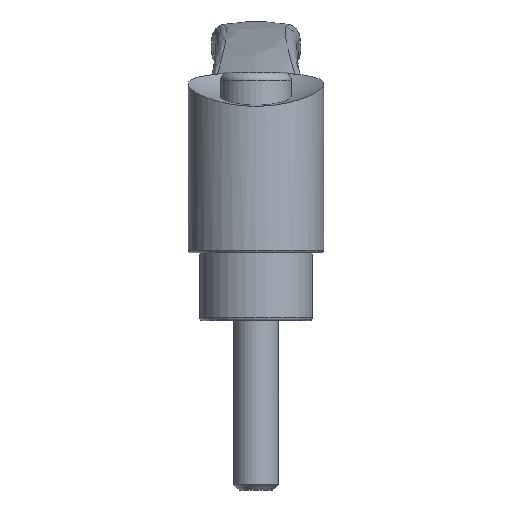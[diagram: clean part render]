
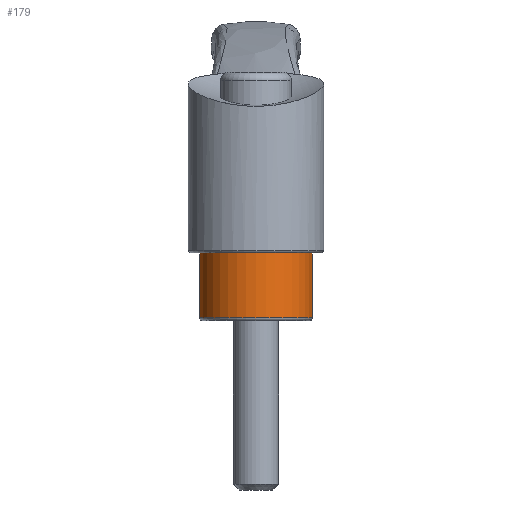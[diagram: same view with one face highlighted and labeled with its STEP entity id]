
A CAD part, left-side view. The second image highlights one B-rep face of the part: STEP entity #179.
In plain terms, the highlighted cylindrical face has radius 10 mm (diameter 20 mm), a full revolution.
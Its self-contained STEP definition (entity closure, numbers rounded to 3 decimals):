
#179 = ADVANCED_FACE( '', ( #372, #373 ), #374, .T. );
#372 = FACE_OUTER_BOUND( '', #3437, .T. );
#373 = FACE_OUTER_BOUND( '', #3438, .T. );
#374 = CYLINDRICAL_SURFACE( '', #3439, 10. );
#3437 = EDGE_LOOP( '', ( #4120 ) );
#3438 = EDGE_LOOP( '', ( #4121 ) );
#3439 = AXIS2_PLACEMENT_3D( '', #4122, #4123, #4124 );
#4120 = ORIENTED_EDGE( '', *, *, #4274, .T. );
#4121 = ORIENTED_EDGE( '', *, *, #4391, .T. );
#4122 = CARTESIAN_POINT( '', ( 0., 0., -12. ) );
#4123 = DIRECTION( '', ( 0., 0., -1. ) );
#4124 = DIRECTION( '', ( 1., 0., 0. ) );
#4274 = EDGE_CURVE( '', #4497, #4497, #4498, .F. );
#4391 = EDGE_CURVE( '', #4657, #4657, #4658, .F. );
#4497 = VERTEX_POINT( '', #5405 );
#4498 = CIRCLE( '', #5406, 10. );
#4657 = VERTEX_POINT( '', #6833 );
#4658 = CIRCLE( '', #6834, 10. );
#5405 = CARTESIAN_POINT( '', ( -10., 0., -11.5 ) );
#5406 = AXIS2_PLACEMENT_3D( '', #6975, #6976, #6977 );
#6833 = CARTESIAN_POINT( '', ( 10., 0., 0. ) );
#6834 = AXIS2_PLACEMENT_3D( '', #7037, #7038, #7039 );
#6975 = CARTESIAN_POINT( '', ( 0., 0., -11.5 ) );
#6976 = DIRECTION( '', ( 0., 0., -1. ) );
#6977 = DIRECTION( '', ( -1., 0., 0. ) );
#7037 = CARTESIAN_POINT( '', ( 0., 0., 0. ) );
#7038 = DIRECTION( '', ( 0., 0., 1. ) );
#7039 = DIRECTION( '', ( 1., 0., 0. ) );
